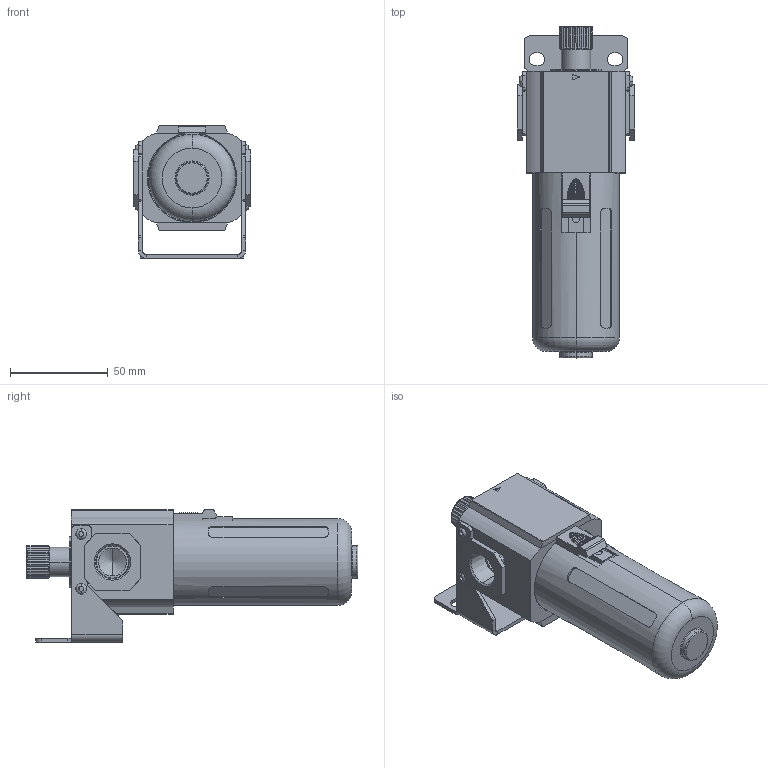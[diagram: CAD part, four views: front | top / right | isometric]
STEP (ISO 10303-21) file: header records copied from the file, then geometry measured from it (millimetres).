
FILE_DESCRIPTION (( 'STEP AP203' ), '1' );
FILE_NAME ('AL-33.step', '2015-11-09T22:40:53', ( '' ), ( '' ), 'SwSTEP 2.0', 'SolidWorks 2015', '' );
FILE_SCHEMA (( 'CONFIG_CONTROL_DESIGN' ));
Length unit declared in the file: millimetre
Products named in the file (1): AL-33
Bounding box: 60 x 169.8 x 67.7 mm (x, y, z)
Volume: 203928.5 mm3; surface area: 58596.1 mm2
Topology: 7 solids, 7 shells, 550 faces, 1446 edges, 944 vertices
Faces by surface type: plane 336, cylinder 106, bspline 72, torus 20, cone 16
Entity records: 21538 total; most frequent: CARTESIAN_POINT 8480, ORIENTED_EDGE 2884, DIRECTION 2386, EDGE_CURVE 1442, VERTEX_POINT 944, VECTOR 834, LINE 834, AXIS2_PLACEMENT_3D 776
